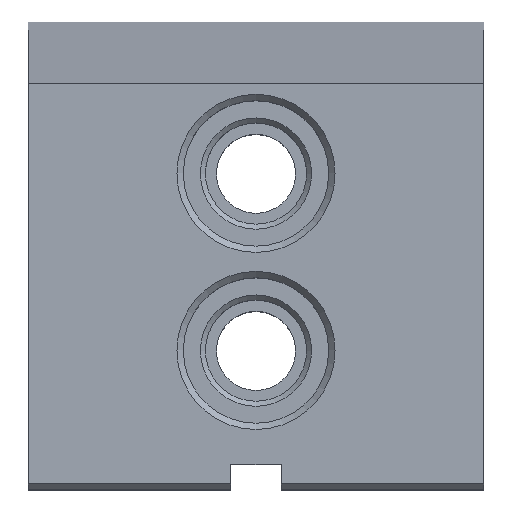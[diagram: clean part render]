
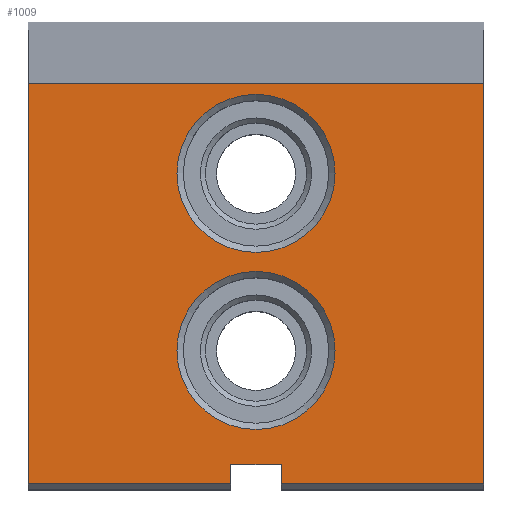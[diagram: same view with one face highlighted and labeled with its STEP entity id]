
A CAD part, top view. The second image highlights one B-rep face of the part: STEP entity #1009.
In plain terms, the highlighted planar face has unit normal (0, 0, 1).
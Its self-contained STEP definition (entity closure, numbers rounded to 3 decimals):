
#1009 = ADVANCED_FACE( '', ( #2135, #2136, #2137 ), #2138, .F. );
#2135 = FACE_BOUND( '', #3372, .T. );
#2136 = FACE_BOUND( '', #3373, .T. );
#2137 = FACE_OUTER_BOUND( '', #3374, .T. );
#2138 = PLANE( '', #3375 );
#3372 = EDGE_LOOP( '', ( #6640 ) );
#3373 = EDGE_LOOP( '', ( #6641 ) );
#3374 = EDGE_LOOP( '', ( #6642, #6643, #6644, #6645, #6646, #6647, #6648, #6649 ) );
#3375 = AXIS2_PLACEMENT_3D( '', #6650, #6651, #6652 );
#6640 = ORIENTED_EDGE( '', *, *, #9003, .T. );
#6641 = ORIENTED_EDGE( '', *, *, #9004, .T. );
#6642 = ORIENTED_EDGE( '', *, *, #9005, .F. );
#6643 = ORIENTED_EDGE( '', *, *, #8968, .F. );
#6644 = ORIENTED_EDGE( '', *, *, #8634, .F. );
#6645 = ORIENTED_EDGE( '', *, *, #8931, .T. );
#6646 = ORIENTED_EDGE( '', *, *, #9006, .T. );
#6647 = ORIENTED_EDGE( '', *, *, #8106, .T. );
#6648 = ORIENTED_EDGE( '', *, *, #8459, .F. );
#6649 = ORIENTED_EDGE( '', *, *, #8052, .F. );
#6650 = CARTESIAN_POINT( '', ( -36., 37., 40. ) );
#6651 = DIRECTION( '', ( 0., 0., -1. ) );
#6652 = DIRECTION( '', ( -1., 0., 0. ) );
#8052 = EDGE_CURVE( '', #9928, #9930, #9931, .T. );
#8106 = EDGE_CURVE( '', #10028, #10026, #10029, .T. );
#8459 = EDGE_CURVE( '', #9930, #10026, #10581, .T. );
#8634 = EDGE_CURVE( '', #10829, #10830, #10831, .T. );
#8931 = EDGE_CURVE( '', #10829, #11213, #11215, .T. );
#8968 = EDGE_CURVE( '', #10830, #11262, #11263, .T. );
#9003 = EDGE_CURVE( '', #11306, #11306, #11307, .T. );
#9004 = EDGE_CURVE( '', #11308, #11308, #11309, .T. );
#9005 = EDGE_CURVE( '', #11262, #9928, #11310, .T. );
#9006 = EDGE_CURVE( '', #11213, #10028, #11311, .T. );
#9928 = VERTEX_POINT( '', #12575 );
#9930 = VERTEX_POINT( '', #12578 );
#9931 = LINE( '', #12579, #12580 );
#10026 = VERTEX_POINT( '', #12724 );
#10028 = VERTEX_POINT( '', #12727 );
#10029 = LINE( '', #12728, #12729 );
#10581 = LINE( '', #13556, #13557 );
#10829 = VERTEX_POINT( '', #13913 );
#10830 = VERTEX_POINT( '', #13914 );
#10831 = LINE( '', #13915, #13916 );
#11213 = VERTEX_POINT( '', #14508 );
#11215 = LINE( '', #14511, #14512 );
#11262 = VERTEX_POINT( '', #14587 );
#11263 = LINE( '', #14588, #14589 );
#11306 = VERTEX_POINT( '', #14657 );
#11307 = CIRCLE( '', #14658, 12.5 );
#11308 = VERTEX_POINT( '', #14659 );
#11309 = CIRCLE( '', #14660, 12.5 );
#11310 = LINE( '', #14661, #14662 );
#11311 = LINE( '', #14663, #14664 );
#12575 = CARTESIAN_POINT( '', ( -4., -33., 40. ) );
#12578 = CARTESIAN_POINT( '', ( -4., -36.1, 40. ) );
#12579 = CARTESIAN_POINT( '', ( -4., -33., 40. ) );
#12580 = VECTOR( '', #15279, 1000. );
#12724 = CARTESIAN_POINT( '', ( -36., -36.1, 40. ) );
#12727 = CARTESIAN_POINT( '', ( -36., 27.25, 40. ) );
#12728 = CARTESIAN_POINT( '', ( -36., 37., 40. ) );
#12729 = VECTOR( '', #15333, 1000. );
#13556 = CARTESIAN_POINT( '', ( 36., -36.1, 40. ) );
#13557 = VECTOR( '', #15630, 1000. );
#13913 = CARTESIAN_POINT( '', ( 36., -36.1, 40. ) );
#13914 = CARTESIAN_POINT( '', ( 4., -36.1, 40. ) );
#13915 = CARTESIAN_POINT( '', ( 36., -36.1, 40. ) );
#13916 = VECTOR( '', #15787, 1000. );
#14508 = CARTESIAN_POINT( '', ( 36., 27.25, 40. ) );
#14511 = CARTESIAN_POINT( '', ( 36., -37., 40. ) );
#14512 = VECTOR( '', #16014, 1000. );
#14587 = CARTESIAN_POINT( '', ( 4., -33., 40. ) );
#14588 = CARTESIAN_POINT( '', ( 4., -37., 40. ) );
#14589 = VECTOR( '', #16043, 1000. );
#14657 = CARTESIAN_POINT( '', ( -12.5, 13., 40. ) );
#14658 = AXIS2_PLACEMENT_3D( '', #16069, #16070, #16071 );
#14659 = CARTESIAN_POINT( '', ( -12.5, -15., 40. ) );
#14660 = AXIS2_PLACEMENT_3D( '', #16072, #16073, #16074 );
#14661 = CARTESIAN_POINT( '', ( 4., -33., 40. ) );
#14662 = VECTOR( '', #16075, 1000. );
#14663 = CARTESIAN_POINT( '', ( 36., 27.25, 40. ) );
#14664 = VECTOR( '', #16076, 1000. );
#15279 = DIRECTION( '', ( 0., -1., 0. ) );
#15333 = DIRECTION( '', ( 0., -1., 0. ) );
#15630 = DIRECTION( '', ( -1., 0., 0. ) );
#15787 = DIRECTION( '', ( -1., 0., 0. ) );
#16014 = DIRECTION( '', ( 0., 1., 0. ) );
#16043 = DIRECTION( '', ( 0., 1., 0. ) );
#16069 = CARTESIAN_POINT( '', ( 0., 13., 40. ) );
#16070 = DIRECTION( '', ( 0., 0., -1. ) );
#16071 = DIRECTION( '', ( -1., 0., 0. ) );
#16072 = CARTESIAN_POINT( '', ( 0., -15., 40. ) );
#16073 = DIRECTION( '', ( 0., 0., -1. ) );
#16074 = DIRECTION( '', ( -1., 0., 0. ) );
#16075 = DIRECTION( '', ( -1., 0., 0. ) );
#16076 = DIRECTION( '', ( -1., 0., 0. ) );
